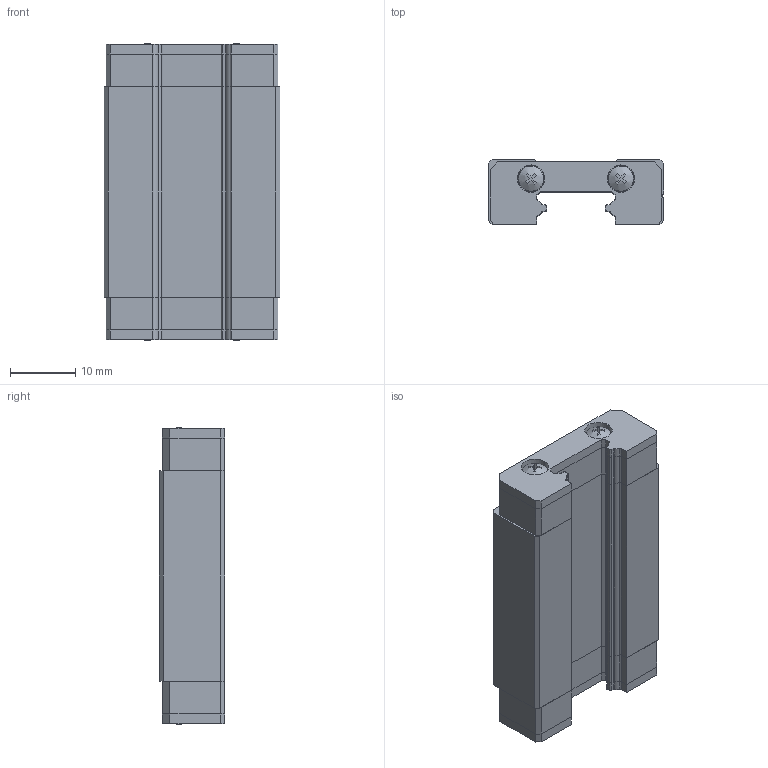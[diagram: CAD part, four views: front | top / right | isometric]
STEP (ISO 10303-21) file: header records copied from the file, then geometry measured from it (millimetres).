
FILE_DESCRIPTION(('STEP AP214'),'2;1');
FILE_NAME('Open CASCADE Shape Model','2022-09-25T10:18:50',(''),(''), 'Open CASCADE STEP processor 7.7','SolidWorks 2018','Unknown');
FILE_SCHEMA(('AUTOMOTIVE_DESIGN_CC2 { 1 2 10303 214 -1 1 5 4 }'));
Length unit declared in the file: millimetre
Products named in the file (2): MGN12 LINEAR GUIDE SUBASSEMBLY, 12H; MGN12H, LINEAR GUIDE BLOCK
Assembly tree (1 placements, depth 2):
  MGN12 LINEAR GUIDE SUBASSEMBLY, 12H
    MGN12H, LINEAR GUIDE BLOCK
Bounding box: 27 x 10 x 45.58 mm (x, y, z)
Volume: 9162.8 mm3; surface area: 6158.2 mm2
Topology: 9 solids, 9 shells, 319 faces, 871 edges, 574 vertices
Faces by surface type: plane 185, cylinder 106, cone 24, bspline 4
Entity records: 12470 total; most frequent: CARTESIAN_POINT 1986, ORIENTED_EDGE 1726, DIRECTION 1677, EDGE_CURVE 863, VERTEX_POINT 574, LINE 571, VECTOR 571, AXIS2_PLACEMENT_3D 553
